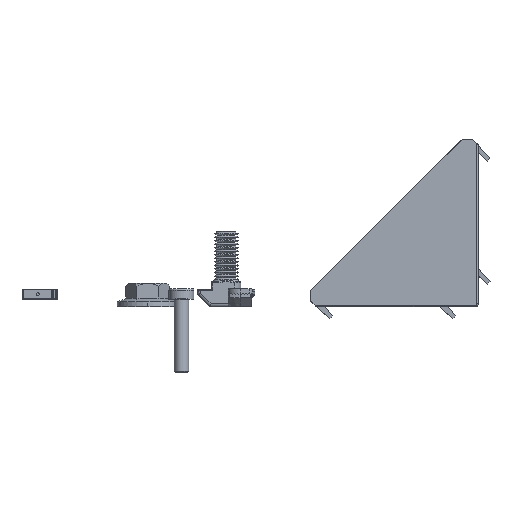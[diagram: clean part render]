
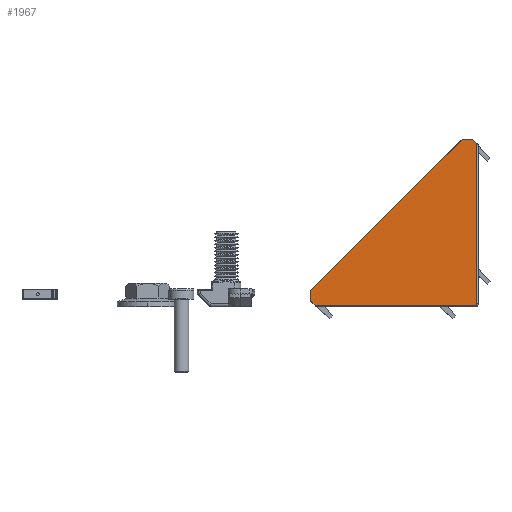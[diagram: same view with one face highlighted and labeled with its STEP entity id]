
A CAD part, top view. The second image highlights one B-rep face of the part: STEP entity #1967.
In plain terms, the highlighted planar face has unit normal (0.012, -0.012, 1).
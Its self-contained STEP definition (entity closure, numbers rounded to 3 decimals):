
#328 = ORIENTED_EDGE ( 'NONE', *, *, #14652, .T. ) ;
#583 = VERTEX_POINT ( 'NONE', #17862 ) ;
#1049 = VECTOR ( 'NONE', #21497, 1000. ) ;
#1307 = EDGE_LOOP ( 'NONE', ( #1839, #4894, #23161, #328, #27050, #10861, #10942, #22306, #18665 ) ) ;
#1541 = VECTOR ( 'NONE', #13451, 1000. ) ;
#1559 = LINE ( 'NONE', #26879, #23126 ) ;
#1839 = ORIENTED_EDGE ( 'NONE', *, *, #2287, .T. ) ;
#1967 = ADVANCED_FACE ( 'NONE', ( #17217 ), #26999, .T. ) ;
#2019 = DIRECTION ( 'NONE',  ( 1., 0., -0.012 ) ) ;
#2287 = EDGE_CURVE ( 'NONE', #26413, #15420, #21147, .T. ) ;
#2441 = VECTOR ( 'NONE', #18999, 1000. ) ;
#4385 = CARTESIAN_POINT ( 'NONE',  ( -0.494, 57.001, 28.938 ) ) ;
#4871 = CARTESIAN_POINT ( 'NONE',  ( -5.5, 57., 29. ) ) ;
#4894 = ORIENTED_EDGE ( 'NONE', *, *, #12282, .T. ) ;
#5096 = CARTESIAN_POINT ( 'NONE',  ( -0.64, 0.64, 28.244 ) ) ;
#5117 = EDGE_CURVE ( 'NONE', #583, #26413, #7095, .T. ) ;
#5126 = VECTOR ( 'NONE', #25152, 1000. ) ;
#6872 = CARTESIAN_POINT ( 'NONE',  ( -2.001, 57.001, 28.957 ) ) ;
#6903 = CARTESIAN_POINT ( 'NONE',  ( -5.5, 57., 29. ) ) ;
#7095 = LINE ( 'NONE', #21812, #1541 ) ;
#8141 =( BOUNDED_CURVE ( )  B_SPLINE_CURVE ( 3, ( #26919, #12314, #22855, #10295 ),
 .UNSPECIFIED., .F., .T. ) 
 B_SPLINE_CURVE_WITH_KNOTS ( ( 4, 4 ),
 ( 5.498, 6.283 ),
 .UNSPECIFIED. ) 
 CURVE ( )  GEOMETRIC_REPRESENTATION_ITEM ( )  RATIONAL_B_SPLINE_CURVE ( ( 1., 0.949, 0.949, 1. ) ) 
 REPRESENTATION_ITEM ( '' )  );
#8919 = LINE ( 'NONE', #6903, #13801 ) ;
#8943 = EDGE_CURVE ( 'NONE', #15540, #13621, #17698, .T. ) ;
#9142 = CARTESIAN_POINT ( 'NONE',  ( -5.509, 0.494, 28.303 ) ) ;
#9359 = CARTESIAN_POINT ( 'NONE',  ( -0.494, 0.994, 28.247 ) ) ;
#10295 = CARTESIAN_POINT ( 'NONE',  ( -0.64, 0.64, 28.244 ) ) ;
#10549 = CARTESIAN_POINT ( 'NONE',  ( -55.001, 0.001, 28.907 ) ) ;
#10861 = ORIENTED_EDGE ( 'NONE', *, *, #8943, .T. ) ;
#10942 = ORIENTED_EDGE ( 'NONE', *, *, #24008, .T. ) ;
#11936 = LINE ( 'NONE', #9142, #18173 ) ;
#12282 = EDGE_CURVE ( 'NONE', #15420, #21051, #11936, .T. ) ;
#12314 = CARTESIAN_POINT ( 'NONE',  ( -0.859, 0.494, 28.245 ) ) ;
#12859 = LINE ( 'NONE', #4385, #2441 ) ;
#13451 = DIRECTION ( 'NONE',  ( 0., -1., -0.012 ) ) ;
#13621 = VERTEX_POINT ( 'NONE', #21970 ) ;
#13801 = VECTOR ( 'NONE', #17383, 1000. ) ;
#14282 = VERTEX_POINT ( 'NONE', #16038 ) ;
#14406 = CARTESIAN_POINT ( 'NONE',  ( -55.494, 0.494, 28.92 ) ) ;
#14487 = DIRECTION ( 'NONE',  ( 0.012, -0.012, 1. ) ) ;
#14652 = EDGE_CURVE ( 'NONE', #17276, #14282, #18785, .T. ) ;
#15082 = VERTEX_POINT ( 'NONE', #4871 ) ;
#15420 = VERTEX_POINT ( 'NONE', #14406 ) ;
#15540 = VERTEX_POINT ( 'NONE', #19549 ) ;
#16038 = CARTESIAN_POINT ( 'NONE',  ( -0.494, 0.994, 28.247 ) ) ;
#17217 = FACE_OUTER_BOUND ( 'NONE', #1307, .T. ) ;
#17276 = VERTEX_POINT ( 'NONE', #20784 ) ;
#17383 = DIRECTION ( 'NONE',  ( -1., 0., 0.012 ) ) ;
#17587 = CARTESIAN_POINT ( 'NONE',  ( -0.545, 0.735, 28.244 ) ) ;
#17698 = LINE ( 'NONE', #6872, #1049 ) ;
#17862 = CARTESIAN_POINT ( 'NONE',  ( -57., 5.5, 29. ) ) ;
#18173 = VECTOR ( 'NONE', #25843, 1000. ) ;
#18613 = EDGE_CURVE ( 'NONE', #15082, #583, #1559, .T. ) ;
#18665 = ORIENTED_EDGE ( 'NONE', *, *, #5117, .T. ) ;
#18785 =( BOUNDED_CURVE ( )  B_SPLINE_CURVE ( 3, ( #5096, #17587, #21908, #9359 ),
 .UNSPECIFIED., .F., .T. ) 
 B_SPLINE_CURVE_WITH_KNOTS ( ( 4, 4 ),
 ( 0., 0.785 ),
 .UNSPECIFIED. ) 
 CURVE ( )  GEOMETRIC_REPRESENTATION_ITEM ( )  RATIONAL_B_SPLINE_CURVE ( ( 1., 0.949, 0.949, 1. ) ) 
 REPRESENTATION_ITEM ( '' )  );
#18999 = DIRECTION ( 'NONE',  ( 0., 1., 0.012 ) ) ;
#19549 = CARTESIAN_POINT ( 'NONE',  ( -0.494, 55.494, 28.92 ) ) ;
#20784 = CARTESIAN_POINT ( 'NONE',  ( -0.64, 0.64, 28.244 ) ) ;
#21051 = VERTEX_POINT ( 'NONE', #26068 ) ;
#21147 = LINE ( 'NONE', #10549, #5126 ) ;
#21497 = DIRECTION ( 'NONE',  ( -0.707, 0.707, 0.017 ) ) ;
#21576 = AXIS2_PLACEMENT_3D ( 'NONE', #22751, #14487, #2019 ) ;
#21812 = CARTESIAN_POINT ( 'NONE',  ( -57., 56.992, 29.636 ) ) ;
#21908 = CARTESIAN_POINT ( 'NONE',  ( -0.494, 0.859, 28.245 ) ) ;
#21970 = CARTESIAN_POINT ( 'NONE',  ( -2., 57., 28.957 ) ) ;
#22306 = ORIENTED_EDGE ( 'NONE', *, *, #18613, .T. ) ;
#22724 = DIRECTION ( 'NONE',  ( -0.707, -0.707, 0. ) ) ;
#22751 = CARTESIAN_POINT ( 'NONE',  ( -5.5, 57., 29. ) ) ;
#22855 = CARTESIAN_POINT ( 'NONE',  ( -0.735, 0.545, 28.244 ) ) ;
#23126 = VECTOR ( 'NONE', #22724, 1000. ) ;
#23161 = ORIENTED_EDGE ( 'NONE', *, *, #24721, .T. ) ;
#23284 = EDGE_CURVE ( 'NONE', #14282, #15540, #12859, .T. ) ;
#24008 = EDGE_CURVE ( 'NONE', #13621, #15082, #8919, .T. ) ;
#24721 = EDGE_CURVE ( 'NONE', #21051, #17276, #8141, .T. ) ;
#25152 = DIRECTION ( 'NONE',  ( 0.707, -0.707, -0.017 ) ) ;
#25451 = CARTESIAN_POINT ( 'NONE',  ( -57., 2., 28.957 ) ) ;
#25843 = DIRECTION ( 'NONE',  ( 1., 0., -0.012 ) ) ;
#26068 = CARTESIAN_POINT ( 'NONE',  ( -0.994, 0.494, 28.247 ) ) ;
#26413 = VERTEX_POINT ( 'NONE', #25451 ) ;
#26879 = CARTESIAN_POINT ( 'NONE',  ( -5.5, 57., 29. ) ) ;
#26919 = CARTESIAN_POINT ( 'NONE',  ( -0.994, 0.494, 28.247 ) ) ;
#26999 = PLANE ( 'NONE',  #21576 ) ;
#27050 = ORIENTED_EDGE ( 'NONE', *, *, #23284, .T. ) ;
